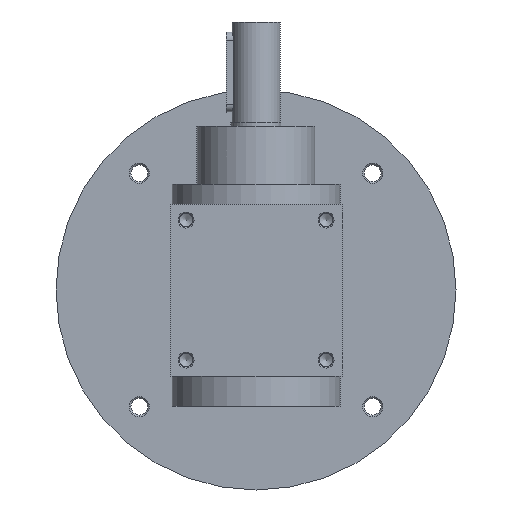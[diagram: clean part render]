
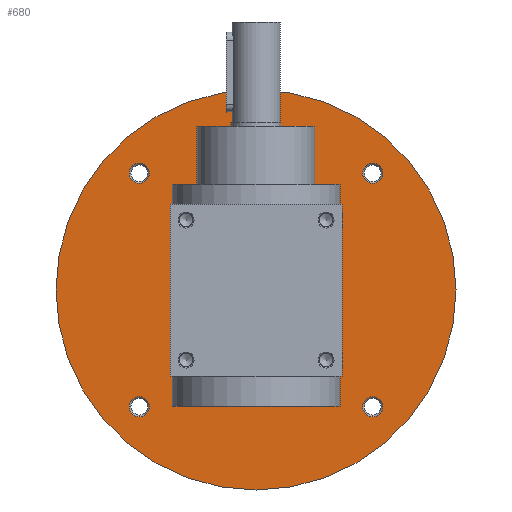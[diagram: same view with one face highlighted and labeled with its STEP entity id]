
A CAD part, left-side view. The second image highlights one B-rep face of the part: STEP entity #680.
In plain terms, the highlighted planar face has unit normal (-1, 0, 0).
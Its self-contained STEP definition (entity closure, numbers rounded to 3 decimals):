
#680 = ADVANCED_FACE( '', ( #1534, #1535, #1536, #1537, #1538, #1539 ), #1540, .F. );
#1534 = FACE_OUTER_BOUND( '', #2519, .T. );
#1535 = FACE_BOUND( '', #2520, .T. );
#1536 = FACE_BOUND( '', #2521, .T. );
#1537 = FACE_BOUND( '', #2522, .T. );
#1538 = FACE_BOUND( '', #2523, .T. );
#1539 = FACE_BOUND( '', #2524, .T. );
#1540 = PLANE( '', #2525 );
#2519 = EDGE_LOOP( '', ( #4168 ) );
#2520 = EDGE_LOOP( '', ( #4169 ) );
#2521 = EDGE_LOOP( '', ( #4170 ) );
#2522 = EDGE_LOOP( '', ( #4171 ) );
#2523 = EDGE_LOOP( '', ( #4172 ) );
#2524 = EDGE_LOOP( '', ( #4173 ) );
#2525 = AXIS2_PLACEMENT_3D( '', #4174, #4175, #4176 );
#4168 = ORIENTED_EDGE( '', *, *, #5347, .F. );
#4169 = ORIENTED_EDGE( '', *, *, #5416, .T. );
#4170 = ORIENTED_EDGE( '', *, *, #4904, .T. );
#4171 = ORIENTED_EDGE( '', *, *, #5485, .T. );
#4172 = ORIENTED_EDGE( '', *, *, #5309, .T. );
#4173 = ORIENTED_EDGE( '', *, *, #5193, .T. );
#4174 = CARTESIAN_POINT( '', ( 44., 42., 0. ) );
#4175 = DIRECTION( '', ( 1., 0., 0. ) );
#4176 = DIRECTION( '', ( 0., 0., -1. ) );
#4904 = EDGE_CURVE( '', #5693, #5693, #5694, .T. );
#5193 = EDGE_CURVE( '', #6157, #6157, #6158, .T. );
#5309 = EDGE_CURVE( '', #6336, #6336, #6337, .T. );
#5347 = EDGE_CURVE( '', #6390, #6390, #6391, .T. );
#5416 = EDGE_CURVE( '', #6486, #6486, #6487, .T. );
#5485 = EDGE_CURVE( '', #6576, #6576, #6577, .T. );
#5693 = VERTEX_POINT( '', #6818 );
#5694 = CIRCLE( '', #6819, 5. );
#6157 = VERTEX_POINT( '', #7461 );
#6158 = CIRCLE( '', #7462, 42. );
#6336 = VERTEX_POINT( '', #7684 );
#6337 = CIRCLE( '', #7685, 5. );
#6390 = VERTEX_POINT( '', #7741 );
#6391 = CIRCLE( '', #7742, 100. );
#6486 = VERTEX_POINT( '', #7854 );
#6487 = CIRCLE( '', #7855, 5. );
#6576 = VERTEX_POINT( '', #7963 );
#6577 = CIRCLE( '', #7964, 5. );
#6818 = CARTESIAN_POINT( '', ( 44., 58.336, -63.336 ) );
#6819 = AXIS2_PLACEMENT_3D( '', #8201, #8202, #8203 );
#7461 = CARTESIAN_POINT( '', ( 44., 0., -42. ) );
#7462 = AXIS2_PLACEMENT_3D( '', #8593, #8594, #8595 );
#7684 = CARTESIAN_POINT( '', ( 44., 58.336, 53.336 ) );
#7685 = AXIS2_PLACEMENT_3D( '', #8757, #8758, #8759 );
#7741 = CARTESIAN_POINT( '', ( 44., 0., -100. ) );
#7742 = AXIS2_PLACEMENT_3D( '', #8820, #8821, #8822 );
#7854 = CARTESIAN_POINT( '', ( 44., -58.336, 53.336 ) );
#7855 = AXIS2_PLACEMENT_3D( '', #8918, #8919, #8920 );
#7963 = CARTESIAN_POINT( '', ( 44., -58.336, -63.336 ) );
#7964 = AXIS2_PLACEMENT_3D( '', #9000, #9001, #9002 );
#8201 = CARTESIAN_POINT( '', ( 44., 58.336, -58.336 ) );
#8202 = DIRECTION( '', ( 1., 0., 0. ) );
#8203 = DIRECTION( '', ( 0., 0., -1. ) );
#8593 = CARTESIAN_POINT( '', ( 44., 0., 0. ) );
#8594 = DIRECTION( '', ( 1., 0., 0. ) );
#8595 = DIRECTION( '', ( 0., 0., -1. ) );
#8757 = CARTESIAN_POINT( '', ( 44., 58.336, 58.336 ) );
#8758 = DIRECTION( '', ( 1., 0., 0. ) );
#8759 = DIRECTION( '', ( 0., 0., -1. ) );
#8820 = CARTESIAN_POINT( '', ( 44., 0., 0. ) );
#8821 = DIRECTION( '', ( 1., 0., 0. ) );
#8822 = DIRECTION( '', ( 0., 0., -1. ) );
#8918 = CARTESIAN_POINT( '', ( 44., -58.336, 58.336 ) );
#8919 = DIRECTION( '', ( 1., 0., 0. ) );
#8920 = DIRECTION( '', ( 0., 0., -1. ) );
#9000 = CARTESIAN_POINT( '', ( 44., -58.336, -58.336 ) );
#9001 = DIRECTION( '', ( 1., 0., 0. ) );
#9002 = DIRECTION( '', ( 0., 0., -1. ) );
